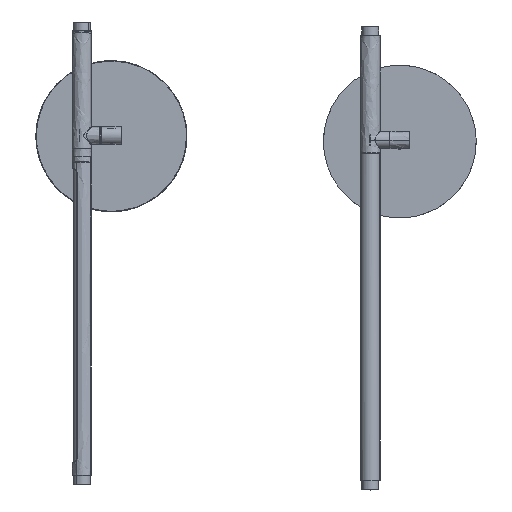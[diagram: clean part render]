
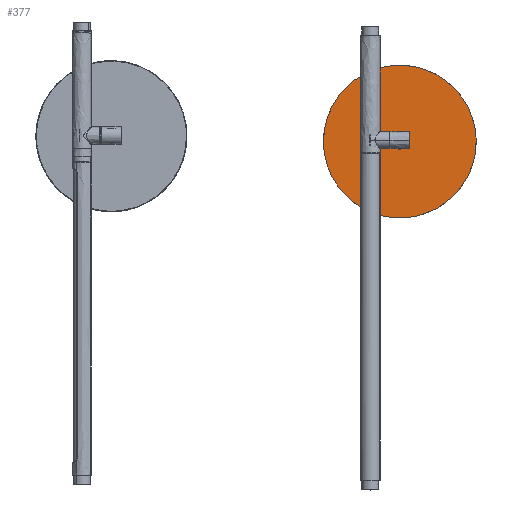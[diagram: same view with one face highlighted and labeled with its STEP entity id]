
A CAD part, top view. The second image highlights one B-rep face of the part: STEP entity #377.
In plain terms, the highlighted planar face has unit normal (0, 0, 1).
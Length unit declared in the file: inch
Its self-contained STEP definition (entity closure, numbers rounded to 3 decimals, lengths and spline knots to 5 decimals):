
#97=FACE_BOUND('',#1047,.T.);
#377=ADVANCED_FACE('',(#688,#97),#4625,.T.);
#688=FACE_OUTER_BOUND('',#1046,.T.);
#1046=EDGE_LOOP('',(#2386,#2387));
#1047=EDGE_LOOP('',(#2388,#2389));
#2386=ORIENTED_EDGE('',*,*,#3224,.F.);
#2387=ORIENTED_EDGE('',*,*,#3244,.F.);
#2388=ORIENTED_EDGE('',*,*,#3212,.F.);
#2389=ORIENTED_EDGE('',*,*,#3266,.T.);
#3212=EDGE_CURVE('',#4503,#4504,#4012,.T.);
#3224=EDGE_CURVE('',#4515,#4516,#4018,.T.);
#3244=EDGE_CURVE('',#4516,#4515,#4028,.T.);
#3266=EDGE_CURVE('',#4503,#4504,#4038,.T.);
#4012=(
BOUNDED_CURVE()
B_SPLINE_CURVE(2,(#17796,#17797,#17798,#17799,#17800),.UNSPECIFIED.,.F.,
 .F.)
B_SPLINE_CURVE_WITH_KNOTS((3,2,3),(0.,0.52072,1.04144),
 .UNSPECIFIED.)
CURVE()
GEOMETRIC_REPRESENTATION_ITEM()
RATIONAL_B_SPLINE_CURVE((1.,0.707,1.,0.707,1.))
REPRESENTATION_ITEM('')
);
#4018=(
BOUNDED_CURVE()
B_SPLINE_CURVE(2,(#17838,#17839,#17840,#17841,#17842),.UNSPECIFIED.,.F.,
 .F.)
B_SPLINE_CURVE_WITH_KNOTS((3,2,3),(-13.74447,-6.87223,
0.),.UNSPECIFIED.)
CURVE()
GEOMETRIC_REPRESENTATION_ITEM()
RATIONAL_B_SPLINE_CURVE((1.,0.707,1.,0.707,1.))
REPRESENTATION_ITEM('')
);
#4028=(
BOUNDED_CURVE()
B_SPLINE_CURVE(2,(#17948,#17949,#17950,#17951,#17952),.UNSPECIFIED.,.F.,
 .F.)
B_SPLINE_CURVE_WITH_KNOTS((3,2,3),(-13.74447,-6.87223,
0.),.UNSPECIFIED.)
CURVE()
GEOMETRIC_REPRESENTATION_ITEM()
RATIONAL_B_SPLINE_CURVE((1.,0.707,1.,0.707,1.))
REPRESENTATION_ITEM('')
);
#4038=(
BOUNDED_CURVE()
B_SPLINE_CURVE(2,(#18014,#18015,#18016,#18017,#18018),.UNSPECIFIED.,.F.,
 .F.)
B_SPLINE_CURVE_WITH_KNOTS((3,2,3),(-1.04144,-0.52072,
0.),.UNSPECIFIED.)
CURVE()
GEOMETRIC_REPRESENTATION_ITEM()
RATIONAL_B_SPLINE_CURVE((1.,0.707,1.,0.707,1.))
REPRESENTATION_ITEM('')
);
#4503=VERTEX_POINT('',#17679);
#4504=VERTEX_POINT('',#17680);
#4515=VERTEX_POINT('',#17691);
#4516=VERTEX_POINT('',#17692);
#4625=PLANE('',#5027);
#5027=AXIS2_PLACEMENT_3D('',#17252,#5112,$);
#5112=DIRECTION('',(0.,0.,1.));
#17252=CARTESIAN_POINT('',(30.2304,-5.2512,0.99815));
#17679=CARTESIAN_POINT('',(35.8131,0.,0.99815));
#17680=CARTESIAN_POINT('',(35.1501,0.,0.99815));
#17691=CARTESIAN_POINT('',(31.1066,0.,0.99815));
#17692=CARTESIAN_POINT('',(39.8566,0.,0.99815));
#17796=CARTESIAN_POINT('',(35.8131,0.,0.99815));
#17797=CARTESIAN_POINT('',(35.8131,0.3315,0.99815));
#17798=CARTESIAN_POINT('',(35.4816,0.3315,0.99815));
#17799=CARTESIAN_POINT('',(35.1501,0.3315,0.99815));
#17800=CARTESIAN_POINT('',(35.1501,0.,0.99815));
#17838=CARTESIAN_POINT('',(31.1066,0.,0.99815));
#17839=CARTESIAN_POINT('',(31.1066,4.375,0.99815));
#17840=CARTESIAN_POINT('',(35.4816,4.375,0.99815));
#17841=CARTESIAN_POINT('',(39.8566,4.375,0.99815));
#17842=CARTESIAN_POINT('',(39.8566,0.,0.99815));
#17948=CARTESIAN_POINT('',(39.8566,0.,0.99815));
#17949=CARTESIAN_POINT('',(39.8566,-4.375,0.99815));
#17950=CARTESIAN_POINT('',(35.4816,-4.375,0.99815));
#17951=CARTESIAN_POINT('',(31.1066,-4.375,0.99815));
#17952=CARTESIAN_POINT('',(31.1066,0.,0.99815));
#18014=CARTESIAN_POINT('',(35.8131,0.,0.99815));
#18015=CARTESIAN_POINT('',(35.8131,-0.3315,0.99815));
#18016=CARTESIAN_POINT('',(35.4816,-0.3315,0.99815));
#18017=CARTESIAN_POINT('',(35.1501,-0.3315,0.99815));
#18018=CARTESIAN_POINT('',(35.1501,0.,0.99815));
